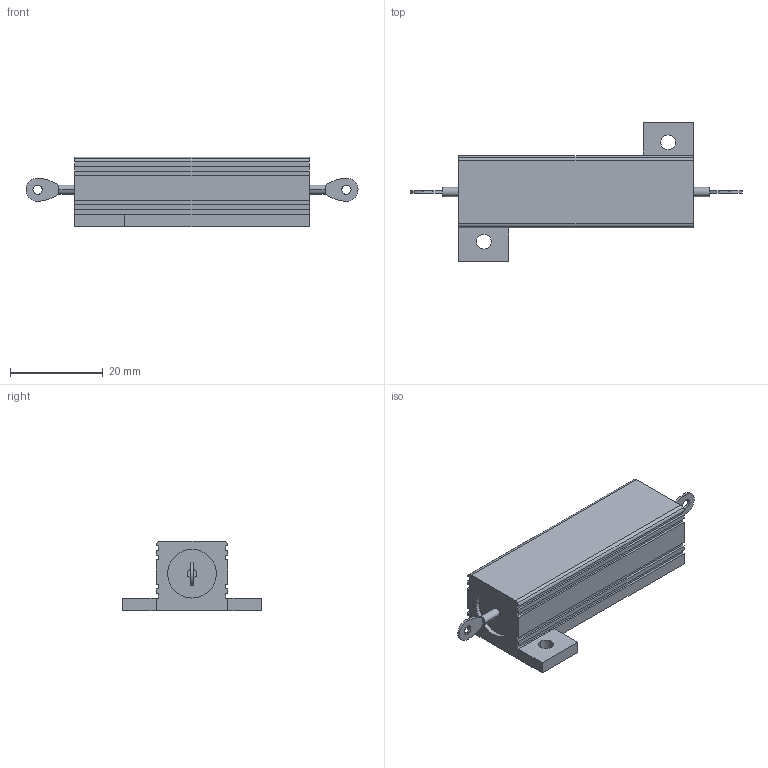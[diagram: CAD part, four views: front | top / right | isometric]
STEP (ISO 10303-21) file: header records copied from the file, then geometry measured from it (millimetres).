
FILE_DESCRIPTION((''),'2;1');
FILE_NAME('RES_VISHAY_RH50.stp','2010-01-19T11:44:37',(''),(''),'Mechanical Desktop 2006','Mechanical Desktop 2006',', , ');
FILE_SCHEMA(('AUTOMOTIVE_DESIGN { 1 2 10303 214 0 1 1 1 }'));
Length unit declared in the file: millimetre
Products named in the file (1): Product
Bounding box: 71.6 x 29.9 x 15 mm (x, y, z)
Volume: 11791 mm3; surface area: 5037.5 mm2
Topology: 9 solids, 9 shells, 102 faces, 246 edges, 164 vertices
Faces by surface type: plane 59, cylinder 27, bspline 16
Entity records: 3196 total; most frequent: CARTESIAN_POINT 715, DIRECTION 496, ORIENTED_EDGE 492, EDGE_CURVE 246, VECTOR 170, LINE 170, VERTEX_POINT 164, AXIS2_PLACEMENT_3D 163
